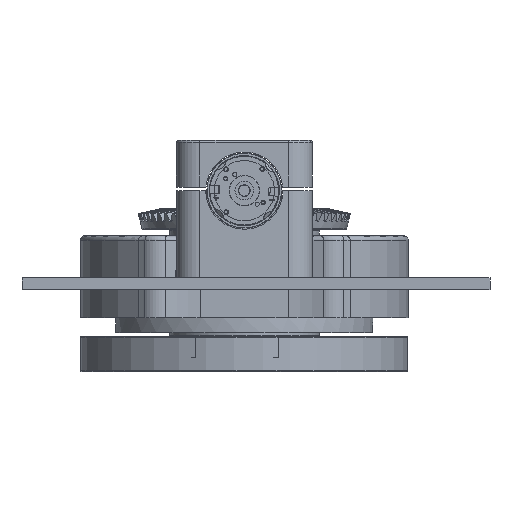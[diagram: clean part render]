
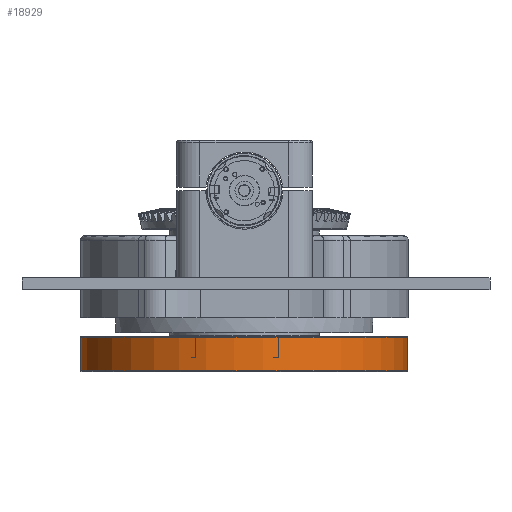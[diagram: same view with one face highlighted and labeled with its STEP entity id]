
A CAD part, front view. The second image highlights one B-rep face of the part: STEP entity #18929.
In plain terms, the highlighted cylindrical face has radius 70 mm (diameter 140 mm), a full revolution.
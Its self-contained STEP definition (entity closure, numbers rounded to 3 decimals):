
#2206=LINE('',#36855,#3031);
#3031=VECTOR('',#24707,70.);
#3674=CYLINDRICAL_SURFACE('',#20964,70.);
#5084=FACE_OUTER_BOUND('',#6398,.T.);
#6398=EDGE_LOOP('',(#15962,#15963,#15964,#15965,#15966));
#7896=CIRCLE('',#20962,70.);
#7897=CIRCLE('',#20963,70.);
#7898=CIRCLE('',#20965,70.);
#9310=VERTEX_POINT('',#36848);
#9311=VERTEX_POINT('',#36850);
#9312=VERTEX_POINT('',#36854);
#11652=EDGE_CURVE('',#9310,#9311,#7896,.T.);
#11653=EDGE_CURVE('',#9311,#9310,#7897,.T.);
#11654=EDGE_CURVE('',#9311,#9312,#2206,.T.);
#11655=EDGE_CURVE('',#9312,#9312,#7898,.T.);
#15962=ORIENTED_EDGE('',*,*,#11653,.F.);
#15963=ORIENTED_EDGE('',*,*,#11654,.T.);
#15964=ORIENTED_EDGE('',*,*,#11655,.F.);
#15965=ORIENTED_EDGE('',*,*,#11654,.F.);
#15966=ORIENTED_EDGE('',*,*,#11652,.F.);
#18929=ADVANCED_FACE('',(#5084),#3674,.T.);
#20962=AXIS2_PLACEMENT_3D('',#36851,#24701,#24702);
#20963=AXIS2_PLACEMENT_3D('',#36852,#24703,#24704);
#20964=AXIS2_PLACEMENT_3D('',#36853,#24705,#24706);
#20965=AXIS2_PLACEMENT_3D('',#36856,#24708,#24709);
#24701=DIRECTION('center_axis',(0.,0.,1.));
#24702=DIRECTION('ref_axis',(-1.,0.,0.));
#24703=DIRECTION('center_axis',(0.,0.,1.));
#24704=DIRECTION('ref_axis',(-1.,0.,0.));
#24705=DIRECTION('center_axis',(0.,0.,-1.));
#24706=DIRECTION('ref_axis',(-1.,0.,0.));
#24707=DIRECTION('',(0.,0.,-1.));
#24708=DIRECTION('center_axis',(0.,0.,-1.));
#24709=DIRECTION('ref_axis',(-1.,0.,0.));
#36848=CARTESIAN_POINT('',(-71.316,25.101,41.7));
#36850=CARTESIAN_POINT('',(68.684,25.101,41.7));
#36851=CARTESIAN_POINT('Origin',(-1.316,25.101,41.7));
#36852=CARTESIAN_POINT('Origin',(-1.316,25.101,41.7));
#36853=CARTESIAN_POINT('Origin',(-1.316,25.101,37.));
#36854=CARTESIAN_POINT('',(68.684,25.101,27.3));
#36855=CARTESIAN_POINT('',(68.684,25.101,37.));
#36856=CARTESIAN_POINT('Origin',(-1.316,25.101,27.3));
